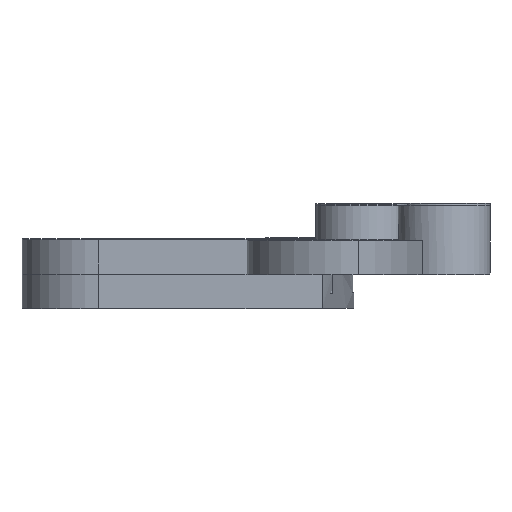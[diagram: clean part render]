
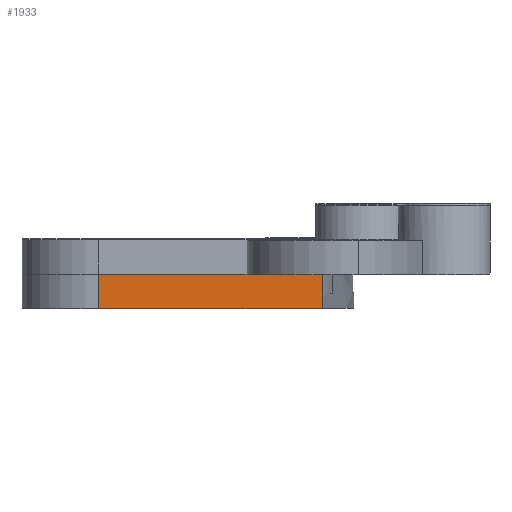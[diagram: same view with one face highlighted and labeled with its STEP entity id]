
A CAD part, left-side view. The second image highlights one B-rep face of the part: STEP entity #1933.
In plain terms, the highlighted planar face has unit normal (-1, 0, -0.002).
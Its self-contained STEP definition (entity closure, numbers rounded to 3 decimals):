
#204=LINE('',#3195,#403);
#213=LINE('',#3228,#412);
#214=LINE('',#3230,#413);
#215=LINE('',#3231,#414);
#403=VECTOR('',#2634,10.);
#412=VECTOR('',#2671,10.);
#413=VECTOR('',#2674,10.);
#414=VECTOR('',#2675,10.);
#569=FACE_OUTER_BOUND('',#693,.T.);
#693=EDGE_LOOP('',(#1734,#1735,#1736,#1737));
#935=VERTEX_POINT('',#3192);
#936=VERTEX_POINT('',#3194);
#945=VERTEX_POINT('',#3224);
#946=VERTEX_POINT('',#3226);
#1199=EDGE_CURVE('',#935,#936,#204,.T.);
#1215=EDGE_CURVE('',#945,#946,#213,.T.);
#1216=EDGE_CURVE('',#945,#935,#214,.T.);
#1217=EDGE_CURVE('',#936,#946,#215,.T.);
#1734=ORIENTED_EDGE('',*,*,#1216,.F.);
#1735=ORIENTED_EDGE('',*,*,#1215,.T.);
#1736=ORIENTED_EDGE('',*,*,#1217,.F.);
#1737=ORIENTED_EDGE('',*,*,#1199,.F.);
#1829=PLANE('',#2124);
#1933=ADVANCED_FACE('',(#569),#1829,.T.);
#2124=AXIS2_PLACEMENT_3D('',#3229,#2672,#2673);
#2634=DIRECTION('',(0.002,0.,-1.));
#2671=DIRECTION('',(0.002,0.,-1.));
#2672=DIRECTION('center_axis',(-1.,0.,
-0.002));
#2673=DIRECTION('ref_axis',(0.,1.,0.));
#2674=DIRECTION('',(0.,-1.,0.));
#2675=DIRECTION('',(0.,1.,0.));
#3192=CARTESIAN_POINT('',(617.253,219.046,53.131));
#3194=CARTESIAN_POINT('',(617.264,219.046,48.631));
#3195=CARTESIAN_POINT('',(617.253,219.046,53.131));
#3224=CARTESIAN_POINT('',(617.253,248.213,53.131));
#3226=CARTESIAN_POINT('',(617.264,248.213,48.631));
#3228=CARTESIAN_POINT('',(617.253,248.213,53.131));
#3229=CARTESIAN_POINT('Origin',(617.253,219.046,53.131));
#3230=CARTESIAN_POINT('',(617.253,227.803,53.131));
#3231=CARTESIAN_POINT('',(617.264,227.803,48.631));
